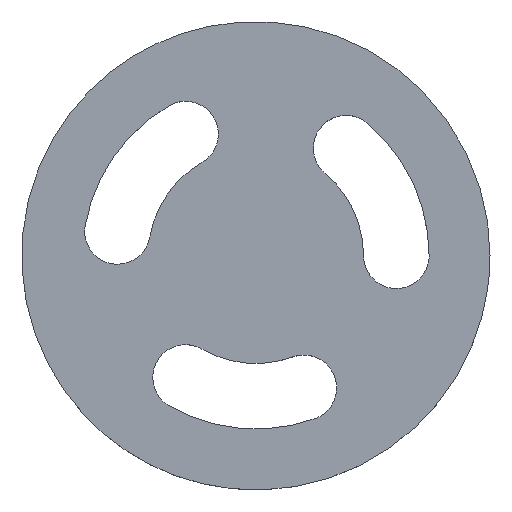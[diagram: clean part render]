
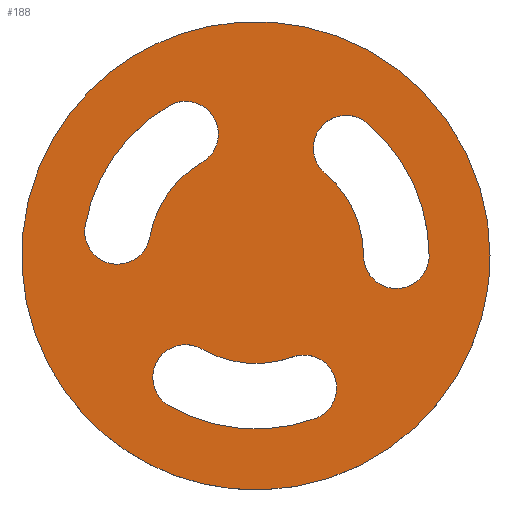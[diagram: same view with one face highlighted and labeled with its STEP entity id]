
A CAD part, top view. The second image highlights one B-rep face of the part: STEP entity #188.
In plain terms, the highlighted free-form (B-spline) face has degree [1, 1] with [2, 2] control points.
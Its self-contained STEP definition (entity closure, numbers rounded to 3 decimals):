
#34 = VERTEX_POINT('',#35);
#35 = CARTESIAN_POINT('',(67.439,0.,13.488));
#40 = EDGE_CURVE('',#34,#34,#41,.T.);
#41 = ( BOUNDED_CURVE() B_SPLINE_CURVE(2,(#42,#43,#44,#45,#46,#47,#48),
.UNSPECIFIED.,.T.,.F.) B_SPLINE_CURVE_WITH_KNOTS((1,2,2,2,2,1),(
    -2.094,0.,2.094,4.189,6.283,
8.378),.UNSPECIFIED.) CURVE() GEOMETRIC_REPRESENTATION_ITEM() 
RATIONAL_B_SPLINE_CURVE((1.,0.5,1.,0.5,1.,0.5,1.)) REPRESENTATION_ITEM(
  '') );
#42 = CARTESIAN_POINT('',(67.439,0.,13.488));
#43 = CARTESIAN_POINT('',(67.439,116.808,
    13.488));
#44 = CARTESIAN_POINT('',(-33.72,58.404,
    13.488));
#45 = CARTESIAN_POINT('',(-134.878,0.,
    13.488));
#46 = CARTESIAN_POINT('',(-33.72,-58.404,
    13.488));
#47 = CARTESIAN_POINT('',(67.439,-116.808,
    13.488));
#48 = CARTESIAN_POINT('',(67.439,0.,13.488));
#188 = ADVANCED_FACE('',(#189,#192,#230,#268),#306,.T.);
#189 = FACE_BOUND('',#190,.T.);
#190 = EDGE_LOOP('',(#191));
#191 = ORIENTED_EDGE('',*,*,#40,.T.);
#192 = FACE_BOUND('',#193,.T.);
#193 = EDGE_LOOP('',(#194,#204,#214,#222));
#194 = ORIENTED_EDGE('',*,*,#195,.F.);
#195 = EDGE_CURVE('',#196,#198,#200,.T.);
#196 = VERTEX_POINT('',#197);
#197 = CARTESIAN_POINT('',(-24.952,-43.219,
    13.488));
#198 = VERTEX_POINT('',#199);
#199 = CARTESIAN_POINT('',(17.068,-46.895,
    13.488));
#200 = ( BOUNDED_CURVE() B_SPLINE_CURVE(2,(#201,#202,#203),
.UNSPECIFIED.,.F.,.F.) B_SPLINE_CURVE_WITH_KNOTS((3,3),(0.,0.873),
.PIECEWISE_BEZIER_KNOTS.) CURVE() GEOMETRIC_REPRESENTATION_ITEM() 
RATIONAL_B_SPLINE_CURVE((1.,0.906,1.)) REPRESENTATION_ITEM('') 
  );
#201 = CARTESIAN_POINT('',(-24.952,-43.219,
    13.488));
#202 = CARTESIAN_POINT('',(-4.799,-54.854,
    13.488));
#203 = CARTESIAN_POINT('',(17.068,-46.895,
    13.488));
#204 = ORIENTED_EDGE('',*,*,#205,.F.);
#205 = EDGE_CURVE('',#206,#196,#208,.T.);
#206 = VERTEX_POINT('',#207);
#207 = CARTESIAN_POINT('',(-15.511,-26.866,
    13.488));
#208 = ( BOUNDED_CURVE() B_SPLINE_CURVE(2,(#209,#210,#211,#212,#213),
.UNSPECIFIED.,.F.,.F.) B_SPLINE_CURVE_WITH_KNOTS((3,2,3),(3.142,
4.712,6.283),.PIECEWISE_BEZIER_KNOTS.) CURVE() 
GEOMETRIC_REPRESENTATION_ITEM() RATIONAL_B_SPLINE_CURVE((1.,
0.707,1.,0.707,1.)) REPRESENTATION_ITEM('') );
#209 = CARTESIAN_POINT('',(-15.511,-26.866,
    13.488));
#210 = CARTESIAN_POINT('',(-23.688,-22.145,
    13.488));
#211 = CARTESIAN_POINT('',(-28.408,-30.322,
    13.488));
#212 = CARTESIAN_POINT('',(-33.129,-38.498,
    13.488));
#213 = CARTESIAN_POINT('',(-24.952,-43.219,
    13.488));
#214 = ORIENTED_EDGE('',*,*,#215,.T.);
#215 = EDGE_CURVE('',#206,#216,#218,.T.);
#216 = VERTEX_POINT('',#217);
#217 = CARTESIAN_POINT('',(10.61,-29.151,
    13.488));
#218 = ( BOUNDED_CURVE() B_SPLINE_CURVE(2,(#219,#220,#221),
.UNSPECIFIED.,.F.,.F.) B_SPLINE_CURVE_WITH_KNOTS((3,3),(0.,0.873),
.PIECEWISE_BEZIER_KNOTS.) CURVE() GEOMETRIC_REPRESENTATION_ITEM() 
RATIONAL_B_SPLINE_CURVE((1.,0.906,1.)) REPRESENTATION_ITEM('') 
  );
#219 = CARTESIAN_POINT('',(-15.511,-26.866,
    13.488));
#220 = CARTESIAN_POINT('',(-2.983,-34.099,
    13.488));
#221 = CARTESIAN_POINT('',(10.61,-29.151,
    13.488));
#222 = ORIENTED_EDGE('',*,*,#223,.F.);
#223 = EDGE_CURVE('',#198,#216,#224,.T.);
#224 = ( BOUNDED_CURVE() B_SPLINE_CURVE(2,(#225,#226,#227,#228,#229),
.UNSPECIFIED.,.F.,.F.) B_SPLINE_CURVE_WITH_KNOTS((3,2,3),(0.873,
2.443,4.014),.PIECEWISE_BEZIER_KNOTS.) CURVE() 
GEOMETRIC_REPRESENTATION_ITEM() RATIONAL_B_SPLINE_CURVE((1.,
0.707,1.,0.707,1.)) REPRESENTATION_ITEM('') );
#225 = CARTESIAN_POINT('',(17.068,-46.895,
    13.488));
#226 = CARTESIAN_POINT('',(25.941,-43.666,
    13.488));
#227 = CARTESIAN_POINT('',(22.711,-34.794,
    13.488));
#228 = CARTESIAN_POINT('',(19.482,-25.922,
    13.488));
#229 = CARTESIAN_POINT('',(10.61,-29.151,
    13.488));
#230 = FACE_BOUND('',#231,.T.);
#231 = EDGE_LOOP('',(#232,#242,#252,#260));
#232 = ORIENTED_EDGE('',*,*,#233,.F.);
#233 = EDGE_CURVE('',#234,#236,#238,.T.);
#234 = VERTEX_POINT('',#235);
#235 = CARTESIAN_POINT('',(-24.952,43.219,
    13.488));
#236 = VERTEX_POINT('',#237);
#237 = CARTESIAN_POINT('',(-49.147,8.666,
    13.488));
#238 = ( BOUNDED_CURVE() B_SPLINE_CURVE(2,(#239,#240,#241),
.UNSPECIFIED.,.F.,.F.) B_SPLINE_CURVE_WITH_KNOTS((3,3),(0.,0.873),
.PIECEWISE_BEZIER_KNOTS.) CURVE() GEOMETRIC_REPRESENTATION_ITEM() 
RATIONAL_B_SPLINE_CURVE((1.,0.906,1.)) REPRESENTATION_ITEM('') 
  );
#239 = CARTESIAN_POINT('',(-24.952,43.219,
    13.488));
#240 = CARTESIAN_POINT('',(-45.106,31.583,
    13.488));
#241 = CARTESIAN_POINT('',(-49.147,8.666,
    13.488));
#242 = ORIENTED_EDGE('',*,*,#243,.F.);
#243 = EDGE_CURVE('',#244,#234,#246,.T.);
#244 = VERTEX_POINT('',#245);
#245 = CARTESIAN_POINT('',(-15.511,26.866,
    13.488));
#246 = ( BOUNDED_CURVE() B_SPLINE_CURVE(2,(#247,#248,#249,#250,#251),
.UNSPECIFIED.,.F.,.F.) B_SPLINE_CURVE_WITH_KNOTS((3,2,3),(3.142,
4.712,6.283),.PIECEWISE_BEZIER_KNOTS.) CURVE() 
GEOMETRIC_REPRESENTATION_ITEM() RATIONAL_B_SPLINE_CURVE((1.,
0.707,1.,0.707,1.)) REPRESENTATION_ITEM('') );
#247 = CARTESIAN_POINT('',(-15.511,26.866,
    13.488));
#248 = CARTESIAN_POINT('',(-7.334,31.587,
    13.488));
#249 = CARTESIAN_POINT('',(-12.055,39.763,
    13.488));
#250 = CARTESIAN_POINT('',(-16.776,47.94,
    13.488));
#251 = CARTESIAN_POINT('',(-24.952,43.219,
    13.488));
#252 = ORIENTED_EDGE('',*,*,#253,.T.);
#253 = EDGE_CURVE('',#244,#254,#256,.T.);
#254 = VERTEX_POINT('',#255);
#255 = CARTESIAN_POINT('',(-30.551,5.387,
    13.488));
#256 = ( BOUNDED_CURVE() B_SPLINE_CURVE(2,(#257,#258,#259),
.UNSPECIFIED.,.F.,.F.) B_SPLINE_CURVE_WITH_KNOTS((3,3),(0.,0.873),
.PIECEWISE_BEZIER_KNOTS.) CURVE() GEOMETRIC_REPRESENTATION_ITEM() 
RATIONAL_B_SPLINE_CURVE((1.,0.906,1.)) REPRESENTATION_ITEM('') 
  );
#257 = CARTESIAN_POINT('',(-15.511,26.866,
    13.488));
#258 = CARTESIAN_POINT('',(-28.039,19.633,
    13.488));
#259 = CARTESIAN_POINT('',(-30.551,5.387,
    13.488));
#260 = ORIENTED_EDGE('',*,*,#261,.F.);
#261 = EDGE_CURVE('',#236,#254,#262,.T.);
#262 = ( BOUNDED_CURVE() B_SPLINE_CURVE(2,(#263,#264,#265,#266,#267),
.UNSPECIFIED.,.F.,.F.) B_SPLINE_CURVE_WITH_KNOTS((3,2,3),(0.873,
2.443,4.014),.PIECEWISE_BEZIER_KNOTS.) CURVE() 
GEOMETRIC_REPRESENTATION_ITEM() RATIONAL_B_SPLINE_CURVE((1.,
0.707,1.,0.707,1.)) REPRESENTATION_ITEM('') );
#263 = CARTESIAN_POINT('',(-49.147,8.666,
    13.488));
#264 = CARTESIAN_POINT('',(-50.786,-0.632,
    13.488));
#265 = CARTESIAN_POINT('',(-41.488,-2.272,
    13.488));
#266 = CARTESIAN_POINT('',(-32.19,-3.911,
    13.488));
#267 = CARTESIAN_POINT('',(-30.551,5.387,
    13.488));
#268 = FACE_BOUND('',#269,.T.);
#269 = EDGE_LOOP('',(#270,#280,#290,#298));
#270 = ORIENTED_EDGE('',*,*,#271,.F.);
#271 = EDGE_CURVE('',#272,#274,#276,.T.);
#272 = VERTEX_POINT('',#273);
#273 = CARTESIAN_POINT('',(49.905,0.,
    13.488));
#274 = VERTEX_POINT('',#275);
#275 = CARTESIAN_POINT('',(32.078,38.229,
    13.488));
#276 = ( BOUNDED_CURVE() B_SPLINE_CURVE(2,(#277,#278,#279),
.UNSPECIFIED.,.F.,.F.) B_SPLINE_CURVE_WITH_KNOTS((3,3),(0.,0.873),
.PIECEWISE_BEZIER_KNOTS.) CURVE() GEOMETRIC_REPRESENTATION_ITEM() 
RATIONAL_B_SPLINE_CURVE((1.,0.906,1.)) REPRESENTATION_ITEM('') 
  );
#277 = CARTESIAN_POINT('',(49.905,0.,13.488));
#278 = CARTESIAN_POINT('',(49.905,23.271,
    13.488));
#279 = CARTESIAN_POINT('',(32.078,38.229,
    13.488));
#280 = ORIENTED_EDGE('',*,*,#281,.F.);
#281 = EDGE_CURVE('',#282,#272,#284,.T.);
#282 = VERTEX_POINT('',#283);
#283 = CARTESIAN_POINT('',(31.022,0.,
    13.488));
#284 = ( BOUNDED_CURVE() B_SPLINE_CURVE(2,(#285,#286,#287,#288,#289),
.UNSPECIFIED.,.F.,.F.) B_SPLINE_CURVE_WITH_KNOTS((3,2,3),(3.142,
4.712,6.283),.PIECEWISE_BEZIER_KNOTS.) CURVE() 
GEOMETRIC_REPRESENTATION_ITEM() RATIONAL_B_SPLINE_CURVE((1.,
0.707,1.,0.707,1.)) REPRESENTATION_ITEM('') );
#285 = CARTESIAN_POINT('',(31.022,0.,
    13.488));
#286 = CARTESIAN_POINT('',(31.022,-9.441,
    13.488));
#287 = CARTESIAN_POINT('',(40.463,-9.441,
    13.488));
#288 = CARTESIAN_POINT('',(49.905,-9.441,
    13.488));
#289 = CARTESIAN_POINT('',(49.905,0.,
    13.488));
#290 = ORIENTED_EDGE('',*,*,#291,.T.);
#291 = EDGE_CURVE('',#282,#292,#294,.T.);
#292 = VERTEX_POINT('',#293);
#293 = CARTESIAN_POINT('',(19.941,23.764,
    13.488));
#294 = ( BOUNDED_CURVE() B_SPLINE_CURVE(2,(#295,#296,#297),
.UNSPECIFIED.,.F.,.F.) B_SPLINE_CURVE_WITH_KNOTS((3,3),(0.,0.873),
.PIECEWISE_BEZIER_KNOTS.) CURVE() GEOMETRIC_REPRESENTATION_ITEM() 
RATIONAL_B_SPLINE_CURVE((1.,0.906,1.)) REPRESENTATION_ITEM('') 
  );
#295 = CARTESIAN_POINT('',(31.022,0.,13.488));
#296 = CARTESIAN_POINT('',(31.022,14.466,
    13.488));
#297 = CARTESIAN_POINT('',(19.941,23.764,
    13.488));
#298 = ORIENTED_EDGE('',*,*,#299,.F.);
#299 = EDGE_CURVE('',#274,#292,#300,.T.);
#300 = ( BOUNDED_CURVE() B_SPLINE_CURVE(2,(#301,#302,#303,#304,#305),
.UNSPECIFIED.,.F.,.F.) B_SPLINE_CURVE_WITH_KNOTS((3,2,3),(0.873,
2.443,4.014),.PIECEWISE_BEZIER_KNOTS.) CURVE() 
GEOMETRIC_REPRESENTATION_ITEM() RATIONAL_B_SPLINE_CURVE((1.,
0.707,1.,0.707,1.)) REPRESENTATION_ITEM('') );
#301 = CARTESIAN_POINT('',(32.078,38.229,
    13.488));
#302 = CARTESIAN_POINT('',(24.846,44.298,
    13.488));
#303 = CARTESIAN_POINT('',(18.777,37.066,
    13.488));
#304 = CARTESIAN_POINT('',(12.708,29.833,
    13.488));
#305 = CARTESIAN_POINT('',(19.941,23.764,
    13.488));
#306 = B_SPLINE_SURFACE_WITH_KNOTS('',1,1,(
    (#307,#308)
    ,(#309,#310
    )),.UNSPECIFIED.,.F.,.F.,.F.,(2,2),(2,2),(-50.,50.),(-50.,50.),
  .PIECEWISE_BEZIER_KNOTS.);
#307 = CARTESIAN_POINT('',(-67.439,-67.439,
    13.488));
#308 = CARTESIAN_POINT('',(-67.439,67.439,
    13.488));
#309 = CARTESIAN_POINT('',(67.439,-67.439,
    13.488));
#310 = CARTESIAN_POINT('',(67.439,67.439,
    13.488));
